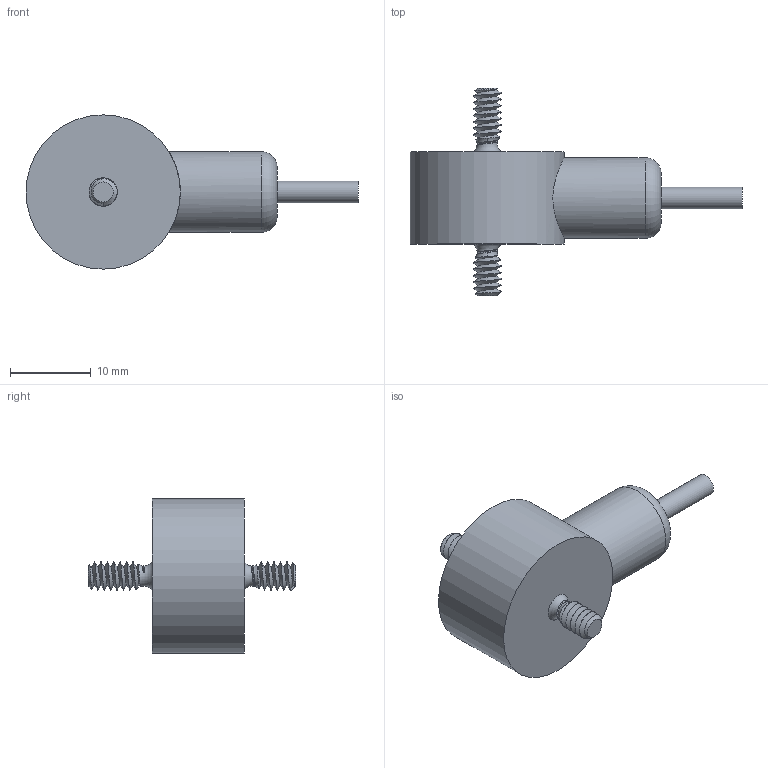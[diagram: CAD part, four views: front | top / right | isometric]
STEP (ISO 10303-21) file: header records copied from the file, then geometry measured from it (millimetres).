
FILE_DESCRIPTION(/* description */ (''),/* implementation_level */ '2;1');
FILE_NAME(/* name */ '247BSWM-10lb v1.step',/* time_stamp */ '2020-01-21T14:39:42-08:00',/* author */ (''),/* organization */ (''),/* preprocessor_version */ 'ST-DEVELOPER v18',/* originating_system */ 'Autodesk Translation Framework v8.12.0.6',/* authorisation */ '');
FILE_SCHEMA (('AUTOMOTIVE_DESIGN { 1 0 10303 214 3 1 1 }'));
Length unit declared in the file: millimetre
Products named in the file (1): 247BSWM-10lb
Bounding box: 41.1 x 25.7 x 19.1 mm (x, y, z)
Volume: 4356.7 mm3; surface area: 1924.9 mm2
Topology: 1 solids, 1 shells, 38 faces, 102 edges, 70 vertices
Faces by surface type: cylinder 17, plane 10, torus 5, bspline 4, cone 2
Full cylindrical faces by diameter (mm): 2.7 x1, 3.5 x10, 10 x1, 19.1 x1
Entity records: 6293 total; most frequent: CARTESIAN_POINT 5379, ORIENTED_EDGE 204, DIRECTION 153, EDGE_CURVE 102, VERTEX_POINT 70, AXIS2_PLACEMENT_3D 63, B_SPLINE_CURVE_WITH_KNOTS 47, EDGE_LOOP 42
